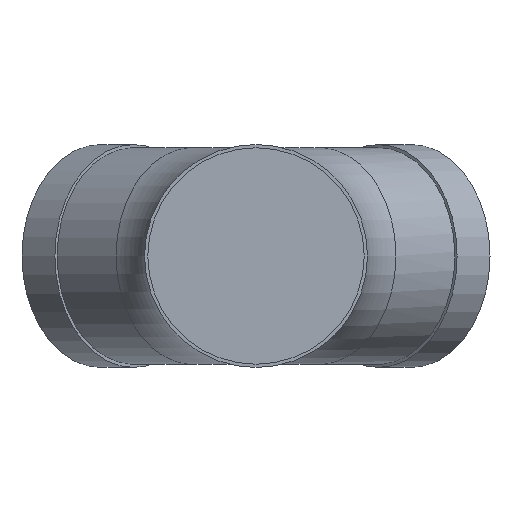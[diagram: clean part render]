
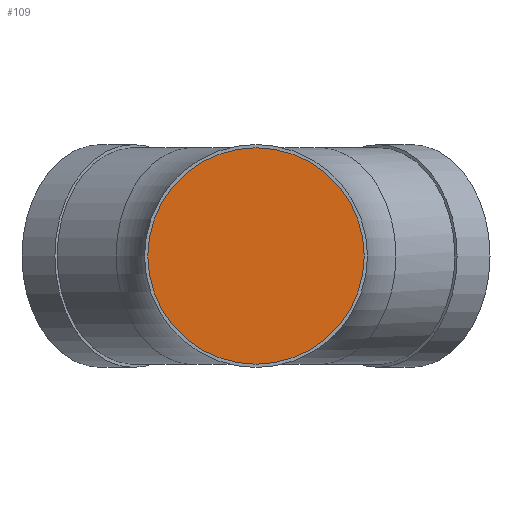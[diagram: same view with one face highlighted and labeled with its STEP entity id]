
A CAD part, front view. The second image highlights one B-rep face of the part: STEP entity #109.
In plain terms, the highlighted planar face has unit normal (0, -1, 0).
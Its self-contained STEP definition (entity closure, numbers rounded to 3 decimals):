
#109 = ADVANCED_FACE( '', ( #221 ), #222, .T. );
#221 = FACE_OUTER_BOUND( '', #325, .T. );
#222 = PLANE( '', #326 );
#325 = EDGE_LOOP( '', ( #473 ) );
#326 = AXIS2_PLACEMENT_3D( '', #474, #475, #476 );
#473 = ORIENTED_EDGE( '', *, *, #542, .T. );
#474 = CARTESIAN_POINT( '', ( 0., 40., 0. ) );
#475 = DIRECTION( '', ( 0., -1., 0. ) );
#476 = DIRECTION( '', ( 0., 0., -1. ) );
#542 = EDGE_CURVE( '', #615, #615, #616, .T. );
#615 = VERTEX_POINT( '', #831 );
#616 = CIRCLE( '', #832, 100. );
#831 = CARTESIAN_POINT( '', ( 0., 40., -100. ) );
#832 = AXIS2_PLACEMENT_3D( '', #913, #914, #915 );
#913 = CARTESIAN_POINT( '', ( 0., 40., 0. ) );
#914 = DIRECTION( '', ( 0., -1., 0. ) );
#915 = DIRECTION( '', ( 0., 0., -1. ) );
